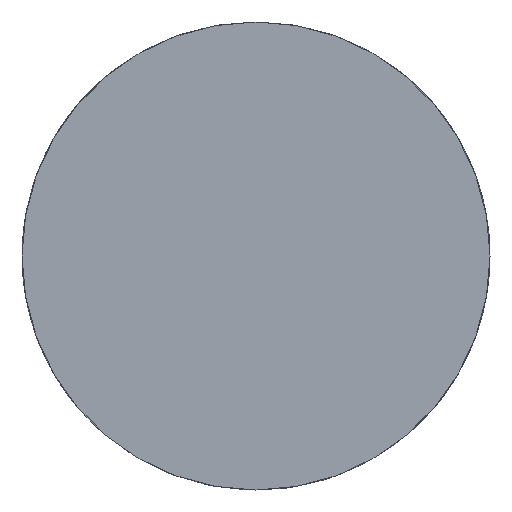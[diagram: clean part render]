
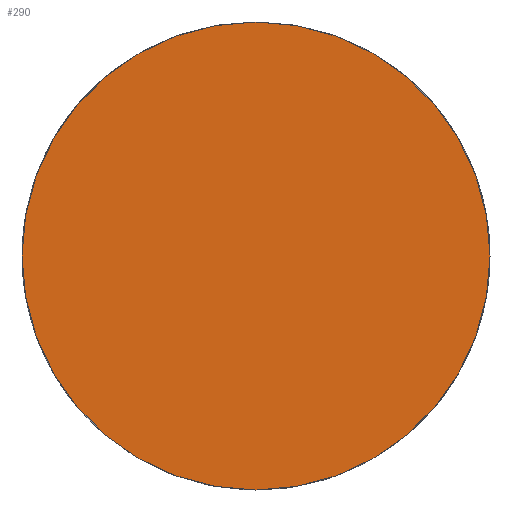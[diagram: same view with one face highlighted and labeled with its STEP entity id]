
A CAD part, front view. The second image highlights one B-rep face of the part: STEP entity #290.
In plain terms, the highlighted planar face has unit normal (0, -1, 0).
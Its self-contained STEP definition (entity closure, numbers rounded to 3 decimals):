
#25=PLANE('',#337);
#40=FACE_OUTER_BOUND('',#59,.T.);
#59=EDGE_LOOP('',(#234));
#79=CIRCLE('',#338,4.);
#144=VERTEX_POINT('',#502);
#179=EDGE_CURVE('',#144,#144,#79,.T.);
#234=ORIENTED_EDGE('',*,*,#179,.T.);
#290=ADVANCED_FACE('',(#40),#25,.T.);
#337=AXIS2_PLACEMENT_3D('',#501,#412,#413);
#338=AXIS2_PLACEMENT_3D('',#503,#414,#415);
#412=DIRECTION('center_axis',(0.,-1.,0.));
#413=DIRECTION('ref_axis',(1.,0.,0.));
#414=DIRECTION('center_axis',(0.,-1.,0.));
#415=DIRECTION('ref_axis',(1.,0.,0.));
#501=CARTESIAN_POINT('Origin',(8.,-1.,5.));
#502=CARTESIAN_POINT('',(4.,-1.,5.));
#503=CARTESIAN_POINT('Origin',(8.,-1.,5.));
